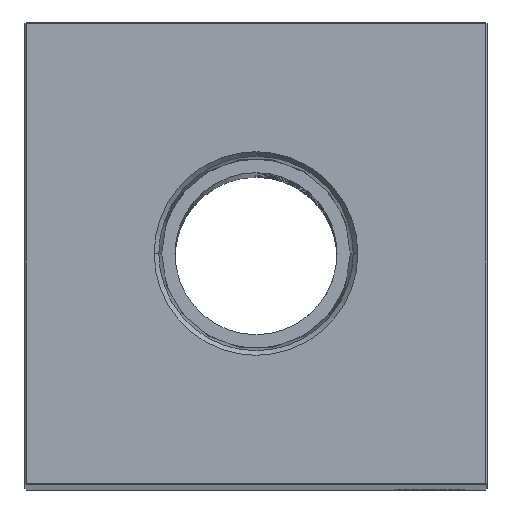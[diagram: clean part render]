
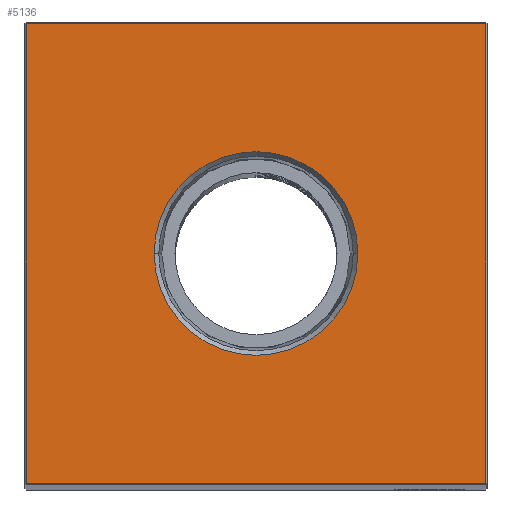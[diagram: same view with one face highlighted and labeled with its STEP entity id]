
A CAD part, top view. The second image highlights one B-rep face of the part: STEP entity #5136.
In plain terms, the highlighted planar face has unit normal (0, 0, 1).
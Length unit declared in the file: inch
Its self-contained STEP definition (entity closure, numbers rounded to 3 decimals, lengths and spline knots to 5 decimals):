
#433 = CARTESIAN_POINT ( 'NONE',  ( 1.24, 0., 15.5 ) ) ;
#734 = EDGE_CURVE ( 'NONE', #2709, #28409, #6983, .T. ) ;
#2009 = CARTESIAN_POINT ( 'NONE',  ( -0.5499, 0., 15.5 ) ) ;
#2118 = ORIENTED_EDGE ( 'NONE', *, *, #20979, .F. ) ;
#2709 = VERTEX_POINT ( 'NONE', #20039 ) ;
#2744 = VECTOR ( 'NONE', #27898, 39.37008 ) ;
#2890 = FACE_OUTER_BOUND ( 'NONE', #4772, .T. ) ;
#3221 = DIRECTION ( 'NONE',  ( 0., 0., -1. ) ) ;
#3910 = DIRECTION ( 'NONE',  ( 0., 0., 1. ) ) ;
#4264 = EDGE_CURVE ( 'NONE', #24180, #8631, #30786, .T. ) ;
#4415 = DIRECTION ( 'NONE',  ( 0., 0., 1. ) ) ;
#4772 = EDGE_LOOP ( 'NONE', ( #31193, #28502, #33578, #4855 ) ) ;
#4855 = ORIENTED_EDGE ( 'NONE', *, *, #9451, .T. ) ;
#5136 = ADVANCED_FACE ( 'NONE', ( #2890, #13308 ), #23821, .F. ) ;
#6354 = DIRECTION ( 'NONE',  ( -1., 0., 0. ) ) ;
#6983 = LINE ( 'NONE', #17437, #2744 ) ;
#7272 = EDGE_LOOP ( 'NONE', ( #17874, #2118 ) ) ;
#8176 = CARTESIAN_POINT ( 'NONE',  ( 0.5499, 0., 15.5 ) ) ;
#8631 = VERTEX_POINT ( 'NONE', #2009 ) ;
#9451 = EDGE_CURVE ( 'NONE', #14089, #20716, #19388, .T. ) ;
#9996 = CARTESIAN_POINT ( 'NONE',  ( -1.24, 0., 15.5 ) ) ;
#10850 = DIRECTION ( 'NONE',  ( 0., 1., 0. ) ) ;
#12051 = CIRCLE ( 'NONE', #31178, 0.5499 ) ;
#13308 = FACE_BOUND ( 'NONE', #7272, .T. ) ;
#13477 = EDGE_CURVE ( 'NONE', #28409, #14089, #23918, .T. ) ;
#13645 = DIRECTION ( 'NONE',  ( -1., 0., 0. ) ) ;
#14089 = VERTEX_POINT ( 'NONE', #27897 ) ;
#14301 = DIRECTION ( 'NONE',  ( 1., 0., 0. ) ) ;
#14803 = DIRECTION ( 'NONE',  ( 1., 0., 0. ) ) ;
#16033 = AXIS2_PLACEMENT_3D ( 'NONE', #27873, #4415, #14803 ) ;
#17437 = CARTESIAN_POINT ( 'NONE',  ( 0., -1.24, 15.5 ) ) ;
#17799 = AXIS2_PLACEMENT_3D ( 'NONE', #26713, #3221, #13645 ) ;
#17874 = ORIENTED_EDGE ( 'NONE', *, *, #4264, .F. ) ;
#19388 = LINE ( 'NONE', #29806, #22358 ) ;
#20039 = CARTESIAN_POINT ( 'NONE',  ( -1.24, -1.24, 15.5 ) ) ;
#20500 = DIRECTION ( 'NONE',  ( 0., -1., 0. ) ) ;
#20716 = VERTEX_POINT ( 'NONE', #32644 ) ;
#20979 = EDGE_CURVE ( 'NONE', #8631, #24180, #12051, .T. ) ;
#22323 = CARTESIAN_POINT ( 'NONE',  ( 1.24, -1.24, 15.5 ) ) ;
#22358 = VECTOR ( 'NONE', #6354, 39.37008 ) ;
#23821 = PLANE ( 'NONE',  #17799 ) ;
#23918 = LINE ( 'NONE', #433, #32739 ) ;
#24180 = VERTEX_POINT ( 'NONE', #8176 ) ;
#25479 = VECTOR ( 'NONE', #20500, 39.37008 ) ;
#26713 = CARTESIAN_POINT ( 'NONE',  ( 0., 0., 15.5 ) ) ;
#27369 = CARTESIAN_POINT ( 'NONE',  ( 0., 0., 15.5 ) ) ;
#27685 = EDGE_CURVE ( 'NONE', #20716, #2709, #33449, .T. ) ;
#27873 = CARTESIAN_POINT ( 'NONE',  ( 0., 0., 15.5 ) ) ;
#27897 = CARTESIAN_POINT ( 'NONE',  ( 1.24, 1.24, 15.5 ) ) ;
#27898 = DIRECTION ( 'NONE',  ( 1., 0., 0. ) ) ;
#28409 = VERTEX_POINT ( 'NONE', #22323 ) ;
#28502 = ORIENTED_EDGE ( 'NONE', *, *, #734, .T. ) ;
#29806 = CARTESIAN_POINT ( 'NONE',  ( 0., 1.24, 15.5 ) ) ;
#30786 = CIRCLE ( 'NONE', #16033, 0.5499 ) ;
#31178 = AXIS2_PLACEMENT_3D ( 'NONE', #27369, #3910, #14301 ) ;
#31193 = ORIENTED_EDGE ( 'NONE', *, *, #27685, .T. ) ;
#32644 = CARTESIAN_POINT ( 'NONE',  ( -1.24, 1.24, 15.5 ) ) ;
#32739 = VECTOR ( 'NONE', #10850, 39.37008 ) ;
#33449 = LINE ( 'NONE', #9996, #25479 ) ;
#33578 = ORIENTED_EDGE ( 'NONE', *, *, #13477, .T. ) ;
